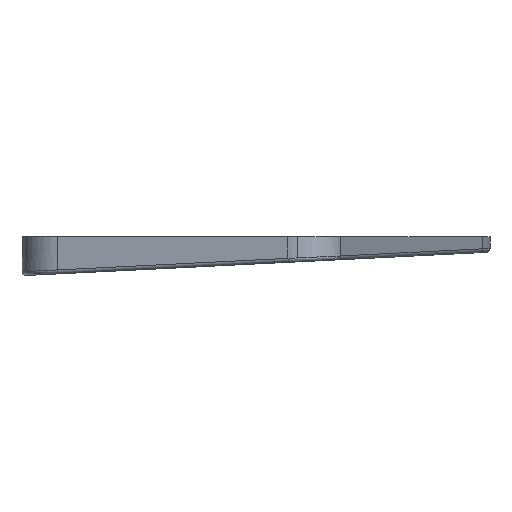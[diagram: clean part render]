
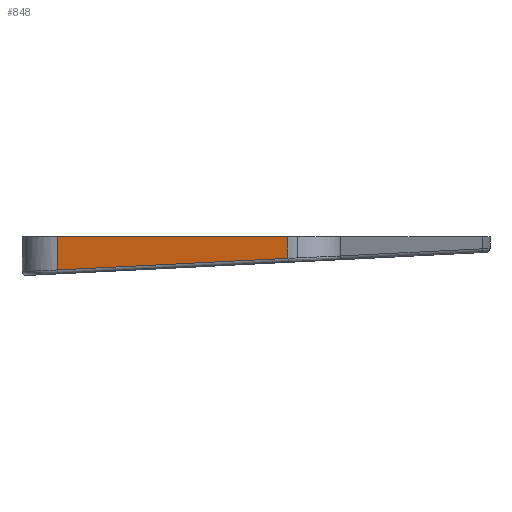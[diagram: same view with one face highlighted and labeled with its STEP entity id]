
A CAD part, left-side view. The second image highlights one B-rep face of the part: STEP entity #848.
In plain terms, the highlighted planar face has unit normal (-0.978, 0.208, 0).
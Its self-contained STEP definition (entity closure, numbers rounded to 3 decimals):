
#17 = DIRECTION ( 'NONE',  ( -0.208, -0.978, 0. ) ) ;
#50 = VECTOR ( 'NONE', #2544, 1000. ) ;
#137 = DIRECTION ( 'NONE',  ( 0., 0., -1. ) ) ;
#139 = CARTESIAN_POINT ( 'NONE',  ( -14.482, 2.812, 4.704 ) ) ;
#166 = EDGE_CURVE ( 'NONE', #432, #1144, #1935, .T. ) ;
#180 = ORIENTED_EDGE ( 'NONE', *, *, #422, .T. ) ;
#237 = DIRECTION ( 'NONE',  ( 0.208, 0.978, 0. ) ) ;
#347 = CARTESIAN_POINT ( 'NONE',  ( -0.78, 67.276, 10. ) ) ;
#422 = EDGE_CURVE ( 'NONE', #1144, #2384, #2154, .T. ) ;
#432 = VERTEX_POINT ( 'NONE', #347 ) ;
#440 = CARTESIAN_POINT ( 'NONE',  ( -14.428, 3.067, 10. ) ) ;
#612 = ORIENTED_EDGE ( 'NONE', *, *, #2140, .F. ) ;
#642 = CARTESIAN_POINT ( 'NONE',  ( -14.428, 3.067, 10. ) ) ;
#718 = CARTESIAN_POINT ( 'NONE',  ( -0.78, 67.276, 10. ) ) ;
#725 = CARTESIAN_POINT ( 'NONE',  ( -13.275, 8.491, 4.418 ) ) ;
#848 = ADVANCED_FACE ( 'NONE', ( #2037 ), #2051, .F. ) ;
#1073 = CARTESIAN_POINT ( 'NONE',  ( -13.275, 8.491, 10. ) ) ;
#1144 = VERTEX_POINT ( 'NONE', #2304 ) ;
#1224 = ORIENTED_EDGE ( 'NONE', *, *, #2111, .F. ) ;
#1234 = DIRECTION ( 'NONE',  ( 0.978, -0.208, 0. ) ) ;
#1236 = VECTOR ( 'NONE', #17, 1000. ) ;
#1304 = VECTOR ( 'NONE', #137, 1000. ) ;
#1437 = ORIENTED_EDGE ( 'NONE', *, *, #166, .T. ) ;
#1444 = EDGE_LOOP ( 'NONE', ( #1437, #180, #612, #1224 ) ) ;
#1844 = AXIS2_PLACEMENT_3D ( 'NONE', #642, #1234, #237 ) ;
#1935 = LINE ( 'NONE', #718, #1304 ) ;
#2033 = VECTOR ( 'NONE', #2212, 1000. ) ;
#2037 = FACE_OUTER_BOUND ( 'NONE', #1444, .T. ) ;
#2051 = PLANE ( 'NONE',  #1844 ) ;
#2111 = EDGE_CURVE ( 'NONE', #432, #2325, #2592, .T. ) ;
#2140 = EDGE_CURVE ( 'NONE', #2325, #2384, #2253, .T. ) ;
#2154 = LINE ( 'NONE', #139, #50 ) ;
#2212 = DIRECTION ( 'NONE',  ( 0., 0., -1. ) ) ;
#2253 = LINE ( 'NONE', #2426, #2033 ) ;
#2304 = CARTESIAN_POINT ( 'NONE',  ( -0.78, 67.276, 1.464 ) ) ;
#2325 = VERTEX_POINT ( 'NONE', #1073 ) ;
#2384 = VERTEX_POINT ( 'NONE', #725 ) ;
#2426 = CARTESIAN_POINT ( 'NONE',  ( -13.275, 8.491, 10. ) ) ;
#2544 = DIRECTION ( 'NONE',  ( -0.208, -0.977, 0.049 ) ) ;
#2592 = LINE ( 'NONE', #440, #1236 ) ;
